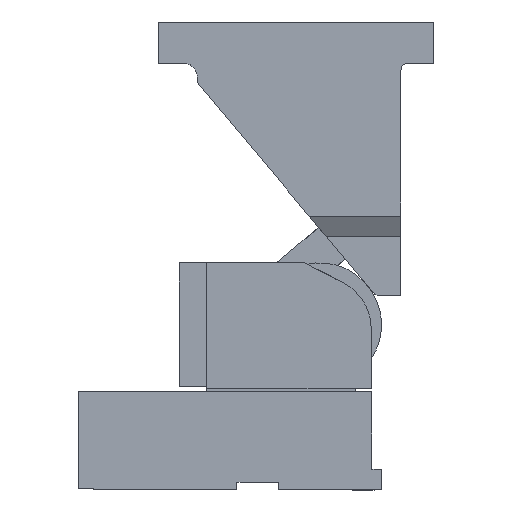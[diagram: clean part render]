
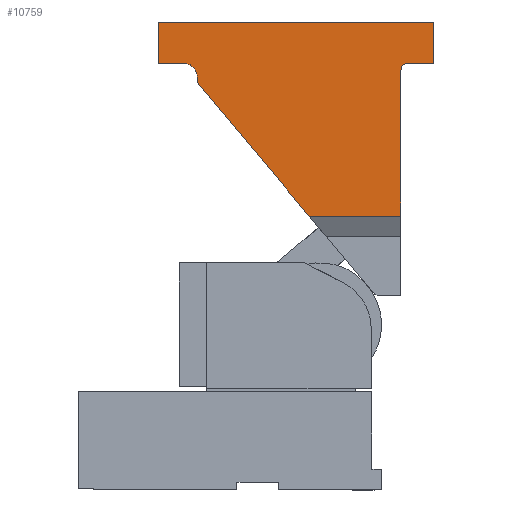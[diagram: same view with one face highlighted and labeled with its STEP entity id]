
A CAD part, front view. The second image highlights one B-rep face of the part: STEP entity #10759.
In plain terms, the highlighted face is planar.
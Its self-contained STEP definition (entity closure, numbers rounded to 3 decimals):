
#10506=CARTESIAN_POINT('Line Origine',(-25.5,190.75,169.)) ;
#10510=CARTESIAN_POINT('Vertex',(-25.5,181.5,169.)) ;
#10512=CARTESIAN_POINT('Vertex',(-25.5,200.,169.)) ;
#10568=CARTESIAN_POINT('Line Origine',(-25.5,100.,199.)) ;
#10572=CARTESIAN_POINT('Vertex',(-25.5,0.,199.)) ;
#10574=CARTESIAN_POINT('Vertex',(-25.5,200.,199.)) ;
#10661=CARTESIAN_POINT('Axis2P3D Location',(-25.5,0.,58.)) ;
#10667=CARTESIAN_POINT('Control Point',(-25.5,23.5,164.)) ;
#10668=CARTESIAN_POINT('Control Point',(-25.5,23.5,164.548)) ;
#10669=CARTESIAN_POINT('Control Point',(-25.5,23.425,165.095)) ;
#10670=CARTESIAN_POINT('Control Point',(-25.5,23.275,165.629)) ;
#10671=CARTESIAN_POINT('Control Point',(-25.5,22.833,166.643)) ;
#10672=CARTESIAN_POINT('Control Point',(-25.5,22.134,167.5)) ;
#10673=CARTESIAN_POINT('Control Point',(-25.5,21.728,167.878)) ;
#10674=CARTESIAN_POINT('Control Point',(-25.5,20.882,168.47)) ;
#10675=CARTESIAN_POINT('Control Point',(-25.5,19.917,168.831)) ;
#10676=CARTESIAN_POINT('Control Point',(-25.5,19.451,168.944)) ;
#10677=CARTESIAN_POINT('Control Point',(-25.5,18.975,169.)) ;
#10678=CARTESIAN_POINT('Control Point',(-25.5,18.5,169.)) ;
#10679=CARTESIAN_POINT('Vertex',(-25.5,23.5,164.)) ;
#10681=CARTESIAN_POINT('Vertex',(-25.5,18.5,169.)) ;
#10684=CARTESIAN_POINT('Line Origine',(-25.5,9.25,169.)) ;
#10688=CARTESIAN_POINT('Vertex',(-25.5,0.,169.)) ;
#10691=CARTESIAN_POINT('Line Origine',(-25.5,0.,184.)) ;
#10696=CARTESIAN_POINT('Line Origine',(-25.5,200.,184.)) ;
#10702=CARTESIAN_POINT('Control Point',(-25.5,181.5,169.)) ;
#10703=CARTESIAN_POINT('Control Point',(-25.5,180.57,169.)) ;
#10704=CARTESIAN_POINT('Control Point',(-25.5,179.641,168.892)) ;
#10705=CARTESIAN_POINT('Control Point',(-25.5,178.728,168.676)) ;
#10706=CARTESIAN_POINT('Control Point',(-25.5,176.97,168.036)) ;
#10707=CARTESIAN_POINT('Control Point',(-25.5,175.405,167.01)) ;
#10708=CARTESIAN_POINT('Control Point',(-25.5,174.685,166.407)) ;
#10709=CARTESIAN_POINT('Control Point',(-25.5,173.4,165.047)) ;
#10710=CARTESIAN_POINT('Control Point',(-25.5,172.461,163.428)) ;
#10711=CARTESIAN_POINT('Control Point',(-25.5,172.088,162.567)) ;
#10712=CARTESIAN_POINT('Control Point',(-25.5,171.716,161.331)) ;
#10713=CARTESIAN_POINT('Control Point',(-25.5,171.547,160.059)) ;
#10714=CARTESIAN_POINT('Control Point',(-25.5,171.516,159.706)) ;
#10715=CARTESIAN_POINT('Control Point',(-25.5,171.5,159.353)) ;
#10716=CARTESIAN_POINT('Control Point',(-25.5,171.5,159.)) ;
#10717=CARTESIAN_POINT('Vertex',(-25.5,171.5,159.)) ;
#10720=CARTESIAN_POINT('Line Origine',(-25.5,171.5,156.964)) ;
#10724=CARTESIAN_POINT('Vertex',(-25.5,171.5,154.928)) ;
#10727=CARTESIAN_POINT('Line Origine',(-25.5,130.834,106.464)) ;
#10731=CARTESIAN_POINT('Vertex',(-25.5,90.168,58.)) ;
#10734=CARTESIAN_POINT('Line Origine',(-25.5,56.834,58.)) ;
#10738=CARTESIAN_POINT('Vertex',(-25.5,23.5,58.)) ;
#10741=CARTESIAN_POINT('Line Origine',(-25.5,23.5,111.)) ;
#10507=DIRECTION('Vector Direction',(0.,1.,0.)) ;
#10569=DIRECTION('Vector Direction',(0.,1.,0.)) ;
#10662=DIRECTION('Axis2P3D Direction',(-1.,0.,0.)) ;
#10663=DIRECTION('Axis2P3D XDirection',(0.,0.,1.)) ;
#10685=DIRECTION('Vector Direction',(0.,1.,0.)) ;
#10692=DIRECTION('Vector Direction',(0.,0.,-1.)) ;
#10697=DIRECTION('Vector Direction',(0.,0.,-1.)) ;
#10721=DIRECTION('Vector Direction',(0.,0.,1.)) ;
#10728=DIRECTION('Vector Direction',(0.,0.643,0.766)) ;
#10735=DIRECTION('Vector Direction',(0.,1.,0.)) ;
#10742=DIRECTION('Vector Direction',(0.,0.,1.)) ;
#10664=AXIS2_PLACEMENT_3D('Plane Axis2P3D',#10661,#10662,#10663) ;
#10747=ORIENTED_EDGE('',*,*,#10683,.T.) ;
#10748=ORIENTED_EDGE('',*,*,#10690,.F.) ;
#10749=ORIENTED_EDGE('',*,*,#10695,.F.) ;
#10750=ORIENTED_EDGE('',*,*,#10576,.T.) ;
#10751=ORIENTED_EDGE('',*,*,#10700,.T.) ;
#10752=ORIENTED_EDGE('',*,*,#10514,.F.) ;
#10753=ORIENTED_EDGE('',*,*,#10719,.T.) ;
#10754=ORIENTED_EDGE('',*,*,#10726,.F.) ;
#10755=ORIENTED_EDGE('',*,*,#10733,.F.) ;
#10756=ORIENTED_EDGE('',*,*,#10740,.F.) ;
#10757=ORIENTED_EDGE('',*,*,#10745,.T.) ;
#10508=VECTOR('Line Direction',#10507,1.) ;
#10570=VECTOR('Line Direction',#10569,1.) ;
#10686=VECTOR('Line Direction',#10685,1.) ;
#10693=VECTOR('Line Direction',#10692,1.) ;
#10698=VECTOR('Line Direction',#10697,1.) ;
#10722=VECTOR('Line Direction',#10721,1.) ;
#10729=VECTOR('Line Direction',#10728,1.) ;
#10736=VECTOR('Line Direction',#10735,1.) ;
#10743=VECTOR('Line Direction',#10742,1.) ;
#10759=ADVANCED_FACE('PartBody',(#10758),#10665,.T.) ;
#10666=B_SPLINE_CURVE_WITH_KNOTS('',5,(#10667,#10668,#10669,#10670,#10671,#10672,#10673,#10674,#10675,#10676,#10677,#10678),.UNSPECIFIED.,.F.,.U.,(6,3,3,6),(0.,3.873,7.746,11.107),.UNSPECIFIED.) ;
#10701=B_SPLINE_CURVE_WITH_KNOTS('',5,(#10702,#10703,#10704,#10705,#10706,#10707,#10708,#10709,#10710,#10711,#10712,#10713,#10714,#10715,#10716),.UNSPECIFIED.,.F.,.U.,(6,3,3,3,6),(0.,6.573,13.145,19.718,22.213),.UNSPECIFIED.) ;
#10514=EDGE_CURVE('',#10511,#10513,#10509,.T.) ;
#10576=EDGE_CURVE('',#10573,#10575,#10571,.T.) ;
#10683=EDGE_CURVE('',#10680,#10682,#10666,.T.) ;
#10690=EDGE_CURVE('',#10689,#10682,#10687,.T.) ;
#10695=EDGE_CURVE('',#10573,#10689,#10694,.T.) ;
#10700=EDGE_CURVE('',#10575,#10513,#10699,.T.) ;
#10719=EDGE_CURVE('',#10511,#10718,#10701,.T.) ;
#10726=EDGE_CURVE('',#10725,#10718,#10723,.T.) ;
#10733=EDGE_CURVE('',#10732,#10725,#10730,.T.) ;
#10740=EDGE_CURVE('',#10739,#10732,#10737,.T.) ;
#10745=EDGE_CURVE('',#10739,#10680,#10744,.T.) ;
#10746=EDGE_LOOP('',(#10747,#10748,#10749,#10750,#10751,#10752,#10753,#10754,#10755,#10756,#10757)) ;
#10758=FACE_OUTER_BOUND('',#10746,.T.) ;
#10509=LINE('Line',#10506,#10508) ;
#10571=LINE('Line',#10568,#10570) ;
#10687=LINE('Line',#10684,#10686) ;
#10694=LINE('Line',#10691,#10693) ;
#10699=LINE('Line',#10696,#10698) ;
#10723=LINE('Line',#10720,#10722) ;
#10730=LINE('Line',#10727,#10729) ;
#10737=LINE('Line',#10734,#10736) ;
#10744=LINE('Line',#10741,#10743) ;
#10665=PLANE('Plane',#10664) ;
#10511=VERTEX_POINT('',#10510) ;
#10513=VERTEX_POINT('',#10512) ;
#10573=VERTEX_POINT('',#10572) ;
#10575=VERTEX_POINT('',#10574) ;
#10680=VERTEX_POINT('',#10679) ;
#10682=VERTEX_POINT('',#10681) ;
#10689=VERTEX_POINT('',#10688) ;
#10718=VERTEX_POINT('',#10717) ;
#10725=VERTEX_POINT('',#10724) ;
#10732=VERTEX_POINT('',#10731) ;
#10739=VERTEX_POINT('',#10738) ;
